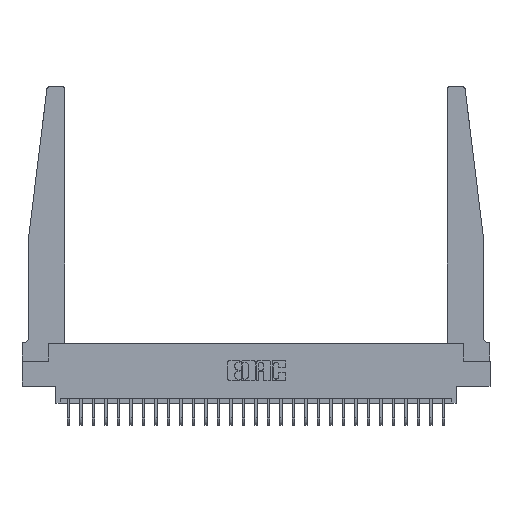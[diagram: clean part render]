
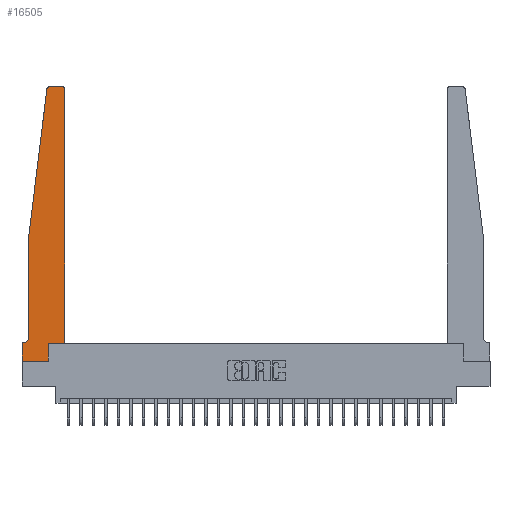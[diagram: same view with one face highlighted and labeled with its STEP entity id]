
A CAD part, top view. The second image highlights one B-rep face of the part: STEP entity #16505.
In plain terms, the highlighted planar face has unit normal (0, 0, 1).
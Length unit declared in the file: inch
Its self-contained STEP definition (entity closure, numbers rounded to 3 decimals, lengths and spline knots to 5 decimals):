
#43 = DIRECTION ( 'NONE',  ( 1., 0., 0. ) ) ;
#475 = EDGE_CURVE ( 'NONE', #21892, #26736, #7372, .T. ) ;
#531 = DIRECTION ( 'NONE',  ( 0., -1., 0. ) ) ;
#671 = LINE ( 'NONE', #23161, #16849 ) ;
#672 = VECTOR ( 'NONE', #6375, 39.37008 ) ;
#681 = CARTESIAN_POINT ( 'NONE',  ( 0.25, 2.75, 0.37 ) ) ;
#1295 = AXIS2_PLACEMENT_3D ( 'NONE', #5025, #13959, #43 ) ;
#1431 = DIRECTION ( 'NONE',  ( -1., 0., 0. ) ) ;
#1543 = DIRECTION ( 'NONE',  ( 0., 0., 1. ) ) ;
#1944 = DIRECTION ( 'NONE',  ( 1., 0., 0. ) ) ;
#3215 = LINE ( 'NONE', #14470, #8189 ) ;
#3624 = DIRECTION ( 'NONE',  ( 1., 0., 0. ) ) ;
#3824 = ORIENTED_EDGE ( 'NONE', *, *, #24538, .T. ) ;
#4191 = CARTESIAN_POINT ( 'NONE',  ( 0.065, 0.2375, 0.37 ) ) ;
#4330 = VERTEX_POINT ( 'NONE', #22886 ) ;
#5025 = CARTESIAN_POINT ( 'NONE',  ( 0.27653, 2.72, 0.37 ) ) ;
#5410 = AXIS2_PLACEMENT_3D ( 'NONE', #28219, #7939, #26037 ) ;
#6013 = CARTESIAN_POINT ( 'NONE',  ( 0., 0., 0.37 ) ) ;
#6375 = DIRECTION ( 'NONE',  ( 0., -1., 0. ) ) ;
#6854 = CARTESIAN_POINT ( 'NONE',  ( 0.425, 2.72, 0.37 ) ) ;
#7372 = CIRCLE ( 'NONE', #9700, 0.03 ) ;
#7869 = LINE ( 'NONE', #25389, #13457 ) ;
#7939 = DIRECTION ( 'NONE',  ( 0., 0., -1. ) ) ;
#8164 = CARTESIAN_POINT ( 'NONE',  ( 0., 0.1875, 0.37 ) ) ;
#8189 = VECTOR ( 'NONE', #1431, 39.37008 ) ;
#8512 = ORIENTED_EDGE ( 'NONE', *, *, #475, .T. ) ;
#8567 = CARTESIAN_POINT ( 'NONE',  ( 0., 0., 0.37 ) ) ;
#8601 = DIRECTION ( 'NONE',  ( -0.122, -0.992, 0. ) ) ;
#8953 = ORIENTED_EDGE ( 'NONE', *, *, #22471, .T. ) ;
#8967 = VERTEX_POINT ( 'NONE', #14300 ) ;
#9269 = DIRECTION ( 'NONE',  ( 0., 0., 1. ) ) ;
#9700 = AXIS2_PLACEMENT_3D ( 'NONE', #17605, #9269, #1944 ) ;
#10005 = LINE ( 'NONE', #16626, #16164 ) ;
#10074 = CIRCLE ( 'NONE', #5410, 0.05 ) ;
#10404 = VECTOR ( 'NONE', #27542, 39.37008 ) ;
#10610 = CARTESIAN_POINT ( 'NONE',  ( 0., 0.1875, 0.37 ) ) ;
#10789 = EDGE_CURVE ( 'NONE', #16509, #13031, #12948, .T. ) ;
#10891 = VERTEX_POINT ( 'NONE', #16866 ) ;
#10968 = ORIENTED_EDGE ( 'NONE', *, *, #26869, .T. ) ;
#11163 = EDGE_CURVE ( 'NONE', #26342, #4330, #24254, .T. ) ;
#11392 = VERTEX_POINT ( 'NONE', #8164 ) ;
#11847 = ORIENTED_EDGE ( 'NONE', *, *, #24272, .T. ) ;
#12026 = EDGE_CURVE ( 'NONE', #15187, #18853, #671, .T. ) ;
#12381 = CARTESIAN_POINT ( 'NONE',  ( 0.065, 1.25, 0.37 ) ) ;
#12620 = ORIENTED_EDGE ( 'NONE', *, *, #11163, .T. ) ;
#12723 = CARTESIAN_POINT ( 'NONE',  ( 0.24675, 2.72367, 0.37 ) ) ;
#12948 = CIRCLE ( 'NONE', #1295, 0.03 ) ;
#13031 = VERTEX_POINT ( 'NONE', #12723 ) ;
#13275 = CARTESIAN_POINT ( 'NONE',  ( 0.425, 0.18, 0.37 ) ) ;
#13393 = ORIENTED_EDGE ( 'NONE', *, *, #12026, .T. ) ;
#13457 = VECTOR ( 'NONE', #3624, 39.37008 ) ;
#13959 = DIRECTION ( 'NONE',  ( 0., 0., 1. ) ) ;
#14300 = CARTESIAN_POINT ( 'NONE',  ( 0.2605, 0.18, 0.37 ) ) ;
#14403 = ORIENTED_EDGE ( 'NONE', *, *, #10789, .T. ) ;
#14429 = CARTESIAN_POINT ( 'NONE',  ( 0.2605, 0.18, 0.37 ) ) ;
#14470 = CARTESIAN_POINT ( 'NONE',  ( 0.065, 0.1875, 0.37 ) ) ;
#14871 = VERTEX_POINT ( 'NONE', #13275 ) ;
#15187 = VERTEX_POINT ( 'NONE', #12381 ) ;
#16137 = ORIENTED_EDGE ( 'NONE', *, *, #28448, .T. ) ;
#16164 = VECTOR ( 'NONE', #25488, 39.37008 ) ;
#16199 = LINE ( 'NONE', #681, #17480 ) ;
#16505 = ADVANCED_FACE ( 'NONE', ( #26371 ), #21851, .T. ) ;
#16509 = VERTEX_POINT ( 'NONE', #28130 ) ;
#16626 = CARTESIAN_POINT ( 'NONE',  ( 0.425, 0.18, 0.37 ) ) ;
#16849 = VECTOR ( 'NONE', #531, 39.37008 ) ;
#16866 = CARTESIAN_POINT ( 'NONE',  ( 0.015, 0.1875, 0.37 ) ) ;
#17480 = VECTOR ( 'NONE', #18531, 39.37008 ) ;
#17539 = LINE ( 'NONE', #28321, #23608 ) ;
#17605 = CARTESIAN_POINT ( 'NONE',  ( 0.395, 2.72, 0.37 ) ) ;
#18531 = DIRECTION ( 'NONE',  ( -1., 0., 0. ) ) ;
#18719 = EDGE_CURVE ( 'NONE', #11392, #26342, #21714, .T. ) ;
#18735 = ORIENTED_EDGE ( 'NONE', *, *, #18719, .T. ) ;
#18853 = VERTEX_POINT ( 'NONE', #4191 ) ;
#19066 = EDGE_CURVE ( 'NONE', #4330, #8967, #24921, .T. ) ;
#20455 = VECTOR ( 'NONE', #26589, 39.37008 ) ;
#21121 = EDGE_LOOP ( 'NONE', ( #8953, #14403, #10968, #13393, #23147, #11847, #18735, #12620, #26540, #16137, #3824, #8512 ) ) ;
#21714 = LINE ( 'NONE', #8567, #672 ) ;
#21851 = PLANE ( 'NONE',  #25246 ) ;
#21892 = VERTEX_POINT ( 'NONE', #6854 ) ;
#22471 = EDGE_CURVE ( 'NONE', #26736, #16509, #16199, .T. ) ;
#22886 = CARTESIAN_POINT ( 'NONE',  ( 0.2605, 0., 0.37 ) ) ;
#23147 = ORIENTED_EDGE ( 'NONE', *, *, #24131, .T. ) ;
#23161 = CARTESIAN_POINT ( 'NONE',  ( 0.065, 1.25, 0.37 ) ) ;
#23601 = DIRECTION ( 'NONE',  ( 1., 0., 0. ) ) ;
#23608 = VECTOR ( 'NONE', #8601, 39.37008 ) ;
#24131 = EDGE_CURVE ( 'NONE', #18853, #10891, #10074, .T. ) ;
#24254 = LINE ( 'NONE', #24543, #20455 ) ;
#24272 = EDGE_CURVE ( 'NONE', #10891, #11392, #3215, .T. ) ;
#24538 = EDGE_CURVE ( 'NONE', #14871, #21892, #10005, .T. ) ;
#24543 = CARTESIAN_POINT ( 'NONE',  ( 0., 0., 0.37 ) ) ;
#24921 = LINE ( 'NONE', #14429, #10404 ) ;
#25246 = AXIS2_PLACEMENT_3D ( 'NONE', #10610, #1543, #23601 ) ;
#25389 = CARTESIAN_POINT ( 'NONE',  ( 0.425, 0.18, 0.37 ) ) ;
#25488 = DIRECTION ( 'NONE',  ( 0., 1., 0. ) ) ;
#26037 = DIRECTION ( 'NONE',  ( -1., 0., 0. ) ) ;
#26342 = VERTEX_POINT ( 'NONE', #6013 ) ;
#26371 = FACE_OUTER_BOUND ( 'NONE', #21121, .T. ) ;
#26540 = ORIENTED_EDGE ( 'NONE', *, *, #19066, .T. ) ;
#26589 = DIRECTION ( 'NONE',  ( 1., 0., 0. ) ) ;
#26736 = VERTEX_POINT ( 'NONE', #28038 ) ;
#26869 = EDGE_CURVE ( 'NONE', #13031, #15187, #17539, .T. ) ;
#27542 = DIRECTION ( 'NONE',  ( 0., 1., 0. ) ) ;
#28038 = CARTESIAN_POINT ( 'NONE',  ( 0.395, 2.75, 0.37 ) ) ;
#28130 = CARTESIAN_POINT ( 'NONE',  ( 0.27653, 2.75, 0.37 ) ) ;
#28219 = CARTESIAN_POINT ( 'NONE',  ( 0.015, 0.2375, 0.37 ) ) ;
#28321 = CARTESIAN_POINT ( 'NONE',  ( 0.065, 1.25, 0.37 ) ) ;
#28448 = EDGE_CURVE ( 'NONE', #8967, #14871, #7869, .T. ) ;
